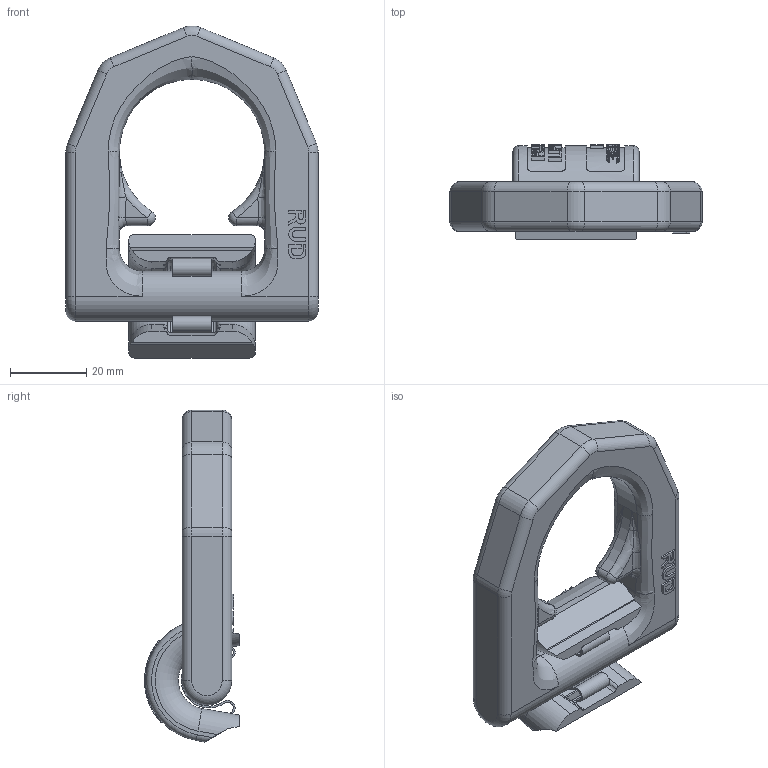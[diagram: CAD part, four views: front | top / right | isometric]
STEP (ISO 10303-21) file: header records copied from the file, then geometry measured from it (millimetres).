
FILE_DESCRIPTION((''),'2;1');
FILE_NAME('001-M31757-P6_ASM','2017-10-17T',('anja.joas'),(''),'PRO/ENGINEER BY PARAMETRIC TECHNOLOGY CORPORATION, 2011490','PRO/ENGINEER BY PARAMETRIC TECHNOLOGY CORPORATION, 2011490','');
FILE_SCHEMA(('CONFIG_CONTROL_DESIGN'));
Length unit declared in the file: millimetre
Products named in the file (4): 001-M31757-P5; 001-M34883-P1; 001-M31368-P-1; 001-M31757-P6_ASM
Assembly tree (3 placements, depth 2):
  001-M31757-P6_ASM
    001-M31757-P5
    001-M34883-P1
    001-M31368-P-1
Bounding box: 66 x 24.8 x 86.88 mm (x, y, z)
Volume: 43974.4 mm3; surface area: 16127.4 mm2
Topology: 3 solids, 3 shells, 738 faces, 2002 edges, 1296 vertices
Faces by surface type: plane 548, cylinder 114, bspline 36, torus 32, sphere 8
Entity records: 37263 total; most frequent: CARTESIAN_POINT 20028, ORIENTED_EDGE 4004, DIRECTION 2954, EDGE_CURVE 2002, VERTEX_POINT 1296, AXIS2_PLACEMENT_3D 1045, VECTOR 864, LINE 864
